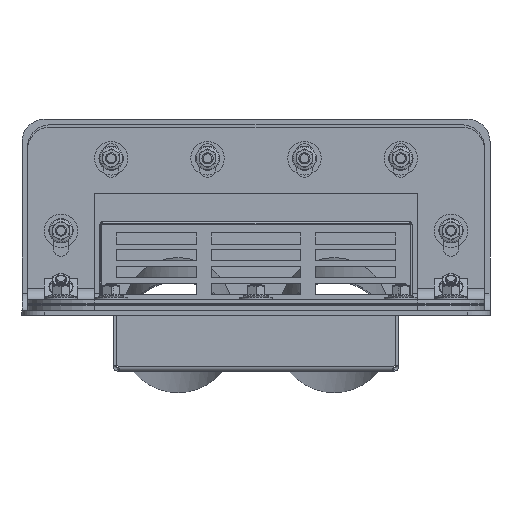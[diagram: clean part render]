
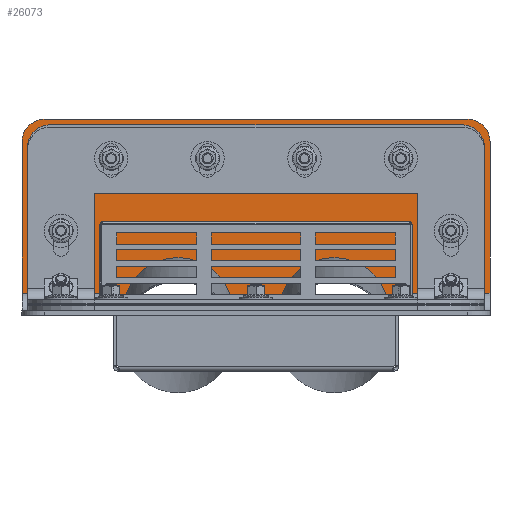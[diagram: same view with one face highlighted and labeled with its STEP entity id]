
A CAD part, left-side view. The second image highlights one B-rep face of the part: STEP entity #26073.
In plain terms, the highlighted planar face has unit normal (-1, 0, 0).
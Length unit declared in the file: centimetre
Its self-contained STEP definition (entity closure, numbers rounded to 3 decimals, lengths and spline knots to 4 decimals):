
#1004=FACE_BOUND('',#6313,.T.);
#1005=FACE_BOUND('',#6314,.T.);
#1690=PLANE('',#28707);
#2770=CIRCLE('',#28690,20.);
#2776=CIRCLE('',#28699,20.);
#2777=CIRCLE('',#28701,49.6);
#2778=CIRCLE('',#28703,49.6);
#2779=CIRCLE('',#28705,7.5);
#2780=CIRCLE('',#28708,7.5);
#4512=FACE_OUTER_BOUND('',#6312,.T.);
#6312=EDGE_LOOP('',(#24354,#24355,#24356,#24357,#24358,#24359,#24360,#24361,
#24362,#24363,#24364,#24365,#24366,#24367,#24368,#24369));
#6313=EDGE_LOOP('',(#24370));
#6314=EDGE_LOOP('',(#24371));
#8548=LINE('',#46591,#10801);
#8555=LINE('',#46613,#10808);
#8557=LINE('',#46617,#10810);
#8558=LINE('',#46619,#10811);
#8559=LINE('',#46621,#10812);
#8560=LINE('',#46623,#10813);
#8561=LINE('',#46625,#10814);
#8562=LINE('',#46628,#10815);
#8563=LINE('',#46630,#10816);
#8564=LINE('',#46632,#10817);
#8565=LINE('',#46634,#10818);
#8566=LINE('',#46635,#10819);
#10801=VECTOR('',#36019,10.);
#10808=VECTOR('',#36044,1.);
#10810=VECTOR('',#36048,17.76);
#10811=VECTOR('',#36049,10.);
#10812=VECTOR('',#36050,1.);
#10813=VECTOR('',#36051,1.);
#10814=VECTOR('',#36052,1.);
#10815=VECTOR('',#36055,1.);
#10816=VECTOR('',#36056,1.);
#10817=VECTOR('',#36057,1.);
#10818=VECTOR('',#36058,10.);
#10819=VECTOR('',#36059,17.76);
#13418=VERTEX_POINT('',#46554);
#13419=VERTEX_POINT('',#46556);
#13434=VERTEX_POINT('',#46590);
#13435=VERTEX_POINT('',#46594);
#13436=VERTEX_POINT('',#46598);
#13437=VERTEX_POINT('',#46602);
#13438=VERTEX_POINT('',#46606);
#13439=VERTEX_POINT('',#46607);
#13440=VERTEX_POINT('',#46612);
#13441=VERTEX_POINT('',#46616);
#13442=VERTEX_POINT('',#46618);
#13443=VERTEX_POINT('',#46620);
#13444=VERTEX_POINT('',#46622);
#13445=VERTEX_POINT('',#46624);
#13446=VERTEX_POINT('',#46627);
#13447=VERTEX_POINT('',#46629);
#13448=VERTEX_POINT('',#46631);
#13449=VERTEX_POINT('',#46633);
#17066=EDGE_CURVE('',#13418,#13419,#2770,.T.);
#17083=EDGE_CURVE('',#13434,#13419,#8548,.T.);
#17085=EDGE_CURVE('',#13434,#13435,#2776,.T.);
#17087=EDGE_CURVE('',#13436,#13436,#2777,.T.);
#17089=EDGE_CURVE('',#13437,#13437,#2778,.T.);
#17091=EDGE_CURVE('',#13438,#13439,#2779,.T.);
#17094=EDGE_CURVE('',#13439,#13440,#8555,.T.);
#17096=EDGE_CURVE('',#13418,#13441,#8557,.T.);
#17097=EDGE_CURVE('',#13441,#13442,#8558,.T.);
#17098=EDGE_CURVE('',#13443,#13442,#8559,.T.);
#17099=EDGE_CURVE('',#13443,#13444,#8560,.T.);
#17100=EDGE_CURVE('',#13444,#13445,#8561,.T.);
#17101=EDGE_CURVE('',#13440,#13445,#2780,.T.);
#17102=EDGE_CURVE('',#13446,#13438,#8562,.T.);
#17103=EDGE_CURVE('',#13446,#13447,#8563,.T.);
#17104=EDGE_CURVE('',#13447,#13448,#8564,.T.);
#17105=EDGE_CURVE('',#13448,#13449,#8565,.T.);
#17106=EDGE_CURVE('',#13435,#13449,#8566,.T.);
#24354=ORIENTED_EDGE('',*,*,#17066,.F.);
#24355=ORIENTED_EDGE('',*,*,#17096,.T.);
#24356=ORIENTED_EDGE('',*,*,#17097,.T.);
#24357=ORIENTED_EDGE('',*,*,#17098,.F.);
#24358=ORIENTED_EDGE('',*,*,#17099,.T.);
#24359=ORIENTED_EDGE('',*,*,#17100,.T.);
#24360=ORIENTED_EDGE('',*,*,#17101,.F.);
#24361=ORIENTED_EDGE('',*,*,#17094,.F.);
#24362=ORIENTED_EDGE('',*,*,#17091,.F.);
#24363=ORIENTED_EDGE('',*,*,#17102,.F.);
#24364=ORIENTED_EDGE('',*,*,#17103,.T.);
#24365=ORIENTED_EDGE('',*,*,#17104,.T.);
#24366=ORIENTED_EDGE('',*,*,#17105,.T.);
#24367=ORIENTED_EDGE('',*,*,#17106,.F.);
#24368=ORIENTED_EDGE('',*,*,#17085,.F.);
#24369=ORIENTED_EDGE('',*,*,#17083,.T.);
#24370=ORIENTED_EDGE('',*,*,#17087,.T.);
#24371=ORIENTED_EDGE('',*,*,#17089,.T.);
#26073=ADVANCED_FACE('',(#4512,#1004,#1005),#1690,.T.);
#28690=AXIS2_PLACEMENT_3D('',#46557,#35992,#35993);
#28699=AXIS2_PLACEMENT_3D('',#46595,#36023,#36024);
#28701=AXIS2_PLACEMENT_3D('',#46599,#36028,#36029);
#28703=AXIS2_PLACEMENT_3D('',#46603,#36033,#36034);
#28705=AXIS2_PLACEMENT_3D('',#46608,#36038,#36039);
#28707=AXIS2_PLACEMENT_3D('',#46615,#36046,#36047);
#28708=AXIS2_PLACEMENT_3D('',#46626,#36053,#36054);
#35992=DIRECTION('center_axis',(1.,0.,0.));
#35993=DIRECTION('ref_axis',(0.,0.707,0.707));
#36019=DIRECTION('',(0.,1.,0.));
#36023=DIRECTION('center_axis',(1.,0.,0.));
#36024=DIRECTION('ref_axis',(0.,-0.707,0.707));
#36028=DIRECTION('center_axis',(1.,0.,0.));
#36029=DIRECTION('ref_axis',(0.,-1.,0.));
#36033=DIRECTION('center_axis',(1.,0.,0.));
#36034=DIRECTION('ref_axis',(0.,-1.,0.));
#36038=DIRECTION('center_axis',(1.,0.,0.));
#36039=DIRECTION('ref_axis',(0.,-0.707,-0.707));
#36044=DIRECTION('',(0.,1.,0.));
#36046=DIRECTION('center_axis',(-1.,0.,0.));
#36047=DIRECTION('ref_axis',(0.,0.,
1.));
#36048=DIRECTION('',(0.,0.,-1.));
#36049=DIRECTION('',(0.,-1.,0.));
#36050=DIRECTION('',(0.,0.,1.));
#36051=DIRECTION('',(0.,-1.,0.));
#36052=DIRECTION('',(0.,0.,-1.));
#36053=DIRECTION('center_axis',(1.,0.,0.));
#36054=DIRECTION('ref_axis',(0.,0.707,-0.707));
#36055=DIRECTION('',(0.,0.,-1.));
#36056=DIRECTION('',(0.,-1.,0.));
#36057=DIRECTION('',(0.,0.,-1.));
#36058=DIRECTION('',(0.,-1.,0.));
#36059=DIRECTION('',(0.,0.,-1.));
#46554=CARTESIAN_POINT('',(285.,210.,156.));
#46556=CARTESIAN_POINT('',(285.,190.,176.));
#46557=CARTESIAN_POINT('Origin',(285.,190.,156.));
#46590=CARTESIAN_POINT('',(285.,-190.,176.));
#46591=CARTESIAN_POINT('',(285.,-210.,176.));
#46594=CARTESIAN_POINT('',(285.,-210.,156.));
#46595=CARTESIAN_POINT('Origin',(285.,-190.,156.));
#46598=CARTESIAN_POINT('',(285.,-20.4,2.3));
#46599=CARTESIAN_POINT('Origin',(285.,-70.,2.3));
#46602=CARTESIAN_POINT('',(285.,119.6,2.3));
#46603=CARTESIAN_POINT('Origin',(285.,70.,2.3));
#46606=CARTESIAN_POINT('',(285.,-124.5,-41.));
#46607=CARTESIAN_POINT('',(285.,-117.,-48.5));
#46608=CARTESIAN_POINT('Origin',(285.,-117.,-41.));
#46612=CARTESIAN_POINT('',(285.,117.,-48.5));
#46613=CARTESIAN_POINT('',(285.,-124.5,-48.5));
#46615=CARTESIAN_POINT('Origin',(285.,0.,84.0513));
#46616=CARTESIAN_POINT('',(285.,210.,20.));
#46617=CARTESIAN_POINT('',(285.,210.,-35.7947));
#46618=CARTESIAN_POINT('',(285.,125.,20.));
#46619=CARTESIAN_POINT('',(285.,0.,20.));
#46620=CARTESIAN_POINT('',(285.,125.,8.));
#46621=CARTESIAN_POINT('',(285.,125.,37.3308));
#46622=CARTESIAN_POINT('',(285.,124.5,8.));
#46623=CARTESIAN_POINT('',(285.,125.,8.));
#46624=CARTESIAN_POINT('',(285.,124.5,-41.));
#46625=CARTESIAN_POINT('',(285.,124.5,34.16));
#46626=CARTESIAN_POINT('Origin',(285.,117.,-41.));
#46627=CARTESIAN_POINT('',(285.,-124.5,21.));
#46628=CARTESIAN_POINT('',(285.,-124.5,21.));
#46629=CARTESIAN_POINT('',(285.,-125.,21.));
#46630=CARTESIAN_POINT('',(285.,0.,21.));
#46631=CARTESIAN_POINT('',(285.,-125.,20.));
#46632=CARTESIAN_POINT('',(285.,-125.,33.4093));
#46633=CARTESIAN_POINT('',(285.,-210.,20.));
#46634=CARTESIAN_POINT('',(285.,0.,20.));
#46635=CARTESIAN_POINT('',(285.,-210.,-35.7947));
